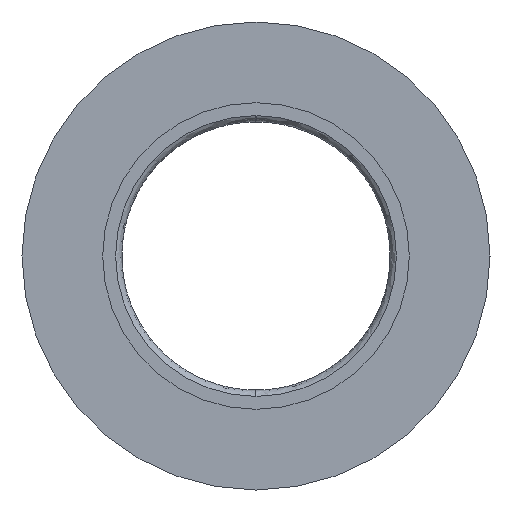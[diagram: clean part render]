
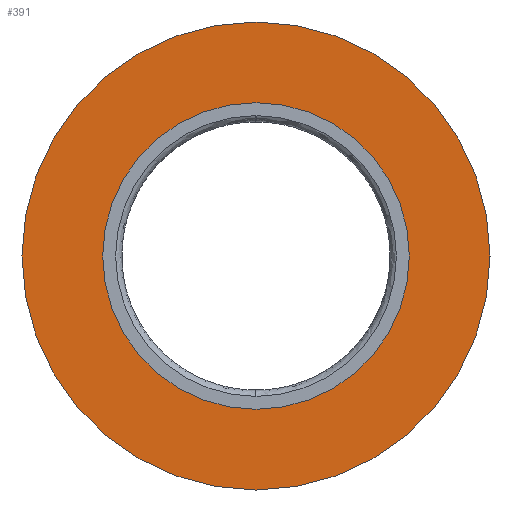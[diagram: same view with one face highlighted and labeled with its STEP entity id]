
A CAD part, left-side view. The second image highlights one B-rep face of the part: STEP entity #391.
In plain terms, the highlighted planar face has unit normal (-1, 0, 0).
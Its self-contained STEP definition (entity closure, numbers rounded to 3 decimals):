
#391=ADVANCED_FACE('',(#2930,#2931),#2929,.F.);
#2929=PLANE('',#7864);
#2930=FACE_OUTER_BOUND('',#7865,.T.);
#2931=FACE_BOUND('',#7866,.T.);
#7861=CARTESIAN_POINT('',(-52.5,-41.569,26.));
#7862=DIRECTION('',(1.,0.,0.));
#7863=DIRECTION('',(0.,0.,-1.));
#7864=AXIS2_PLACEMENT_3D('',#7861,#7862,#7863);
#7865=EDGE_LOOP('',(#9145,#9146));
#7866=EDGE_LOOP('',(#9147,#9148));
#9145=ORIENTED_EDGE('',*,*,#9777,.T.);
#9146=ORIENTED_EDGE('',*,*,#9778,.T.);
#9147=ORIENTED_EDGE('',*,*,#9779,.F.);
#9148=ORIENTED_EDGE('',*,*,#9780,.F.);
#9777=EDGE_CURVE('',#13101,#13102,#13103,.T.);
#9778=EDGE_CURVE('',#13102,#13101,#13109,.T.);
#9779=EDGE_CURVE('',#13115,#13116,#13117,.T.);
#9780=EDGE_CURVE('',#13116,#13115,#13123,.T.);
#13101=VERTEX_POINT('',#15973);
#13102=VERTEX_POINT('',#15974);
#13103=CIRCLE('',#15978,20.);
#13109=CIRCLE('',#15982,20.);
#13115=VERTEX_POINT('',#15983);
#13116=VERTEX_POINT('',#15984);
#13117=CIRCLE('',#15988,13.1);
#13123=CIRCLE('',#15992,13.1);
#15973=CARTESIAN_POINT('',(-52.5,0.,20.));
#15974=CARTESIAN_POINT('',(-52.5,0.,-20.));
#15975=CARTESIAN_POINT('',(-52.5,0.,0.));
#15976=DIRECTION('',(-1.,0.,0.));
#15977=DIRECTION('',(0.,0.,1.));
#15978=AXIS2_PLACEMENT_3D('',#15975,#15976,#15977);
#15979=CARTESIAN_POINT('',(-52.5,0.,0.));
#15980=DIRECTION('',(-1.,0.,0.));
#15981=DIRECTION('',(0.,0.,1.));
#15982=AXIS2_PLACEMENT_3D('',#15979,#15980,#15981);
#15983=CARTESIAN_POINT('',(-52.5,0.,-13.1));
#15984=CARTESIAN_POINT('',(-52.5,0.,13.1));
#15985=CARTESIAN_POINT('',(-52.5,0.,0.));
#15986=DIRECTION('',(-1.,0.,0.));
#15987=DIRECTION('',(0.,0.,1.));
#15988=AXIS2_PLACEMENT_3D('',#15985,#15986,#15987);
#15989=CARTESIAN_POINT('',(-52.5,0.,0.));
#15990=DIRECTION('',(-1.,0.,0.));
#15991=DIRECTION('',(0.,0.,1.));
#15992=AXIS2_PLACEMENT_3D('',#15989,#15990,#15991);
